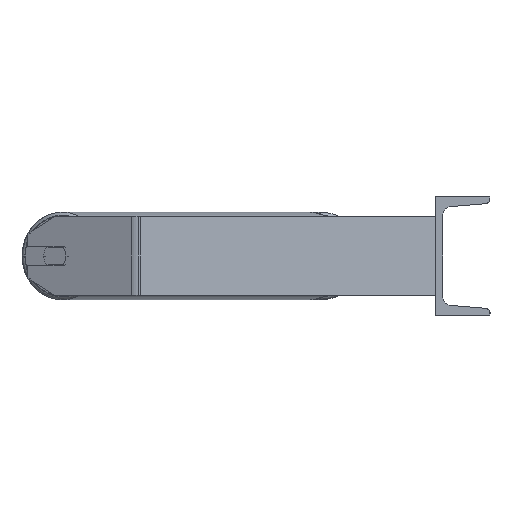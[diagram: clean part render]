
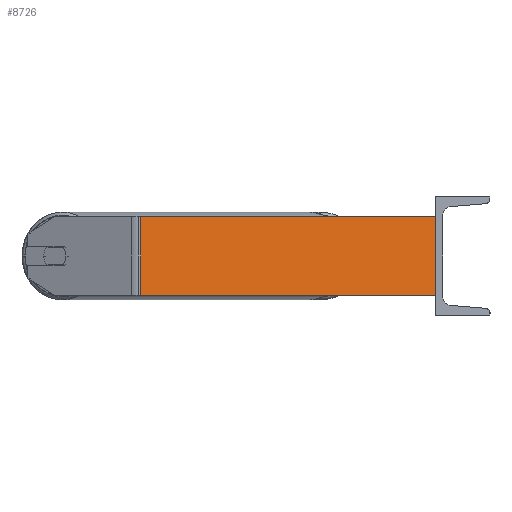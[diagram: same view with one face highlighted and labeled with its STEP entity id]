
A CAD part, left-side view. The second image highlights one B-rep face of the part: STEP entity #8726.
In plain terms, the highlighted planar face has unit normal (-0.985, -0.174, 0).
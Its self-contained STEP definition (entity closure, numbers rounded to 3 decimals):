
#222 = VECTOR ( 'NONE', #4261, 1000. ) ;
#469 = CARTESIAN_POINT ( 'NONE',  ( -885., 0., 40. ) ) ;
#731 = CARTESIAN_POINT ( 'NONE',  ( -937.626, 298.456, 40. ) ) ;
#1379 = CARTESIAN_POINT ( 'NONE',  ( -885., 0., 40. ) ) ;
#2022 = CARTESIAN_POINT ( 'NONE',  ( -937.626, 298.456, 40. ) ) ;
#2104 = EDGE_CURVE ( 'NONE', #9029, #8694, #6329, .T. ) ;
#2123 = EDGE_CURVE ( 'NONE', #4957, #5112, #2167, .T. ) ;
#2167 = LINE ( 'NONE', #3612, #222 ) ;
#2535 = VECTOR ( 'NONE', #3564, 1000. ) ;
#2695 = DIRECTION ( 'NONE',  ( 0., 0., -1. ) ) ;
#2853 = ORIENTED_EDGE ( 'NONE', *, *, #7514, .T. ) ;
#2887 = DIRECTION ( 'NONE',  ( 0.174, -0.985, 0. ) ) ;
#3010 = AXIS2_PLACEMENT_3D ( 'NONE', #7237, #3666, #7282 ) ;
#3406 = FACE_OUTER_BOUND ( 'NONE', #4210, .T. ) ;
#3564 = DIRECTION ( 'NONE',  ( 0., 0., -1. ) ) ;
#3612 = CARTESIAN_POINT ( 'NONE',  ( -938.502, 303.424, 40. ) ) ;
#3666 = DIRECTION ( 'NONE',  ( 0.985, 0.174, 0. ) ) ;
#4210 = EDGE_LOOP ( 'NONE', ( #9033, #6407, #4943, #2853 ) ) ;
#4261 = DIRECTION ( 'NONE',  ( 0.174, -0.985, 0. ) ) ;
#4443 = PLANE ( 'NONE',  #3010 ) ;
#4943 = ORIENTED_EDGE ( 'NONE', *, *, #2123, .F. ) ;
#4957 = VERTEX_POINT ( 'NONE', #2022 ) ;
#4960 = LINE ( 'NONE', #731, #2535 ) ;
#5112 = VERTEX_POINT ( 'NONE', #469 ) ;
#5578 = LINE ( 'NONE', #1379, #5764 ) ;
#5686 = VECTOR ( 'NONE', #2887, 1000. ) ;
#5713 = CARTESIAN_POINT ( 'NONE',  ( -938.502, 303.424, -40. ) ) ;
#5764 = VECTOR ( 'NONE', #2695, 1000. ) ;
#6271 = CARTESIAN_POINT ( 'NONE',  ( -937.626, 298.456, -40. ) ) ;
#6329 = LINE ( 'NONE', #5713, #5686 ) ;
#6407 = ORIENTED_EDGE ( 'NONE', *, *, #8966, .F. ) ;
#7237 = CARTESIAN_POINT ( 'NONE',  ( -938.502, 303.424, 40. ) ) ;
#7282 = DIRECTION ( 'NONE',  ( -0.174, 0.985, 0. ) ) ;
#7514 = EDGE_CURVE ( 'NONE', #4957, #9029, #4960, .T. ) ;
#8694 = VERTEX_POINT ( 'NONE', #9110 ) ;
#8726 = ADVANCED_FACE ( 'NONE', ( #3406 ), #4443, .F. ) ;
#8966 = EDGE_CURVE ( 'NONE', #5112, #8694, #5578, .T. ) ;
#9029 = VERTEX_POINT ( 'NONE', #6271 ) ;
#9033 = ORIENTED_EDGE ( 'NONE', *, *, #2104, .T. ) ;
#9110 = CARTESIAN_POINT ( 'NONE',  ( -885., 0., -40. ) ) ;
